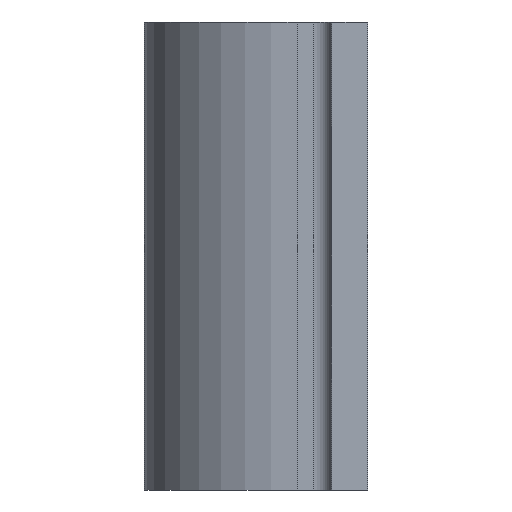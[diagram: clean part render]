
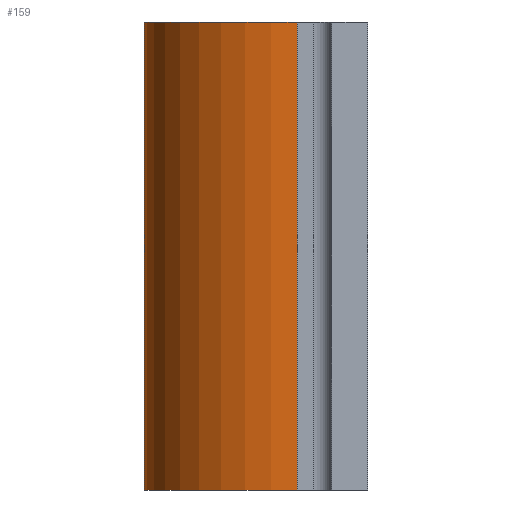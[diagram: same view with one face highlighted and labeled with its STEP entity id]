
A CAD part, left-side view. The second image highlights one B-rep face of the part: STEP entity #159.
In plain terms, the highlighted cylindrical face has radius 5.182 mm (diameter 10.363 mm), a partial arc.
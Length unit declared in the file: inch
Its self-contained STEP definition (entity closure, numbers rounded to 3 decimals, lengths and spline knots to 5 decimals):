
#3 = CARTESIAN_POINT ( 'NONE',  ( 0.546, 0.094, -0.3125 ) ) ;
#10 = CARTESIAN_POINT ( 'NONE',  ( 0.546, 0.094, 0.3125 ) ) ;
#23 = VECTOR ( 'NONE', #354, 39.37008 ) ;
#28 = DIRECTION ( 'NONE',  ( 0., 0., -1. ) ) ;
#53 = DIRECTION ( 'NONE',  ( 0., 0., -1. ) ) ;
#64 = CIRCLE ( 'NONE', #311, 0.204 ) ;
#88 = FACE_OUTER_BOUND ( 'NONE', #296, .T. ) ;
#95 = ORIENTED_EDGE ( 'NONE', *, *, #502, .F. ) ;
#101 = CYLINDRICAL_SURFACE ( 'NONE', #537, 0.204 ) ;
#113 = EDGE_CURVE ( 'NONE', #457, #331, #64, .T. ) ;
#121 = ORIENTED_EDGE ( 'NONE', *, *, #512, .F. ) ;
#132 = CIRCLE ( 'NONE', #285, 0.204 ) ;
#146 = DIRECTION ( 'NONE',  ( 1., 0., 0. ) ) ;
#157 = LINE ( 'NONE', #449, #23 ) ;
#159 = ADVANCED_FACE ( 'NONE', ( #88 ), #101, .T. ) ;
#163 = CARTESIAN_POINT ( 'NONE',  ( 0.954, 0.094, 0.3125 ) ) ;
#166 = CARTESIAN_POINT ( 'NONE',  ( 0.954, 0.094, 0.3125 ) ) ;
#175 = DIRECTION ( 'NONE',  ( 0., 0., -1. ) ) ;
#179 = EDGE_CURVE ( 'NONE', #331, #548, #405, .T. ) ;
#183 = CARTESIAN_POINT ( 'NONE',  ( 0.954, 0.094, -0.3125 ) ) ;
#198 = ORIENTED_EDGE ( 'NONE', *, *, #113, .T. ) ;
#264 = DIRECTION ( 'NONE',  ( -1., 0., 0. ) ) ;
#284 = VECTOR ( 'NONE', #526, 39.37008 ) ;
#285 = AXIS2_PLACEMENT_3D ( 'NONE', #317, #53, #357 ) ;
#296 = EDGE_LOOP ( 'NONE', ( #121, #95, #198, #500 ) ) ;
#311 = AXIS2_PLACEMENT_3D ( 'NONE', #511, #28, #146 ) ;
#317 = CARTESIAN_POINT ( 'NONE',  ( 0.75, 0.094, -0.3125 ) ) ;
#331 = VERTEX_POINT ( 'NONE', #163 ) ;
#354 = DIRECTION ( 'NONE',  ( 0., 0., -1. ) ) ;
#357 = DIRECTION ( 'NONE',  ( 1., 0., 0. ) ) ;
#397 = CARTESIAN_POINT ( 'NONE',  ( 0.75, 0.094, 0.3125 ) ) ;
#405 = LINE ( 'NONE', #166, #284 ) ;
#407 = VERTEX_POINT ( 'NONE', #3 ) ;
#449 = CARTESIAN_POINT ( 'NONE',  ( 0.546, 0.094, 0.3125 ) ) ;
#457 = VERTEX_POINT ( 'NONE', #10 ) ;
#500 = ORIENTED_EDGE ( 'NONE', *, *, #179, .T. ) ;
#502 = EDGE_CURVE ( 'NONE', #457, #407, #157, .T. ) ;
#511 = CARTESIAN_POINT ( 'NONE',  ( 0.75, 0.094, 0.3125 ) ) ;
#512 = EDGE_CURVE ( 'NONE', #407, #548, #132, .T. ) ;
#526 = DIRECTION ( 'NONE',  ( 0., 0., -1. ) ) ;
#537 = AXIS2_PLACEMENT_3D ( 'NONE', #397, #175, #264 ) ;
#548 = VERTEX_POINT ( 'NONE', #183 ) ;
